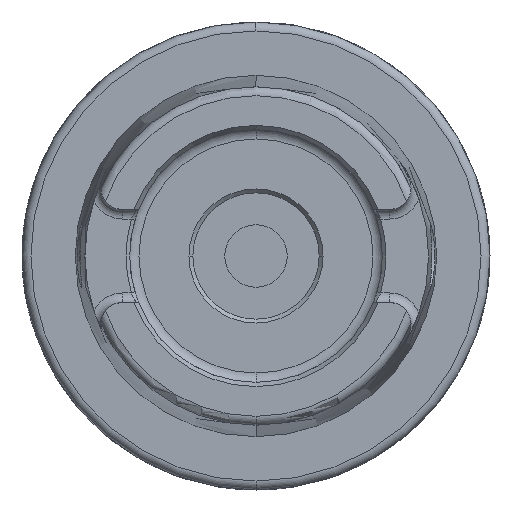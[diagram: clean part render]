
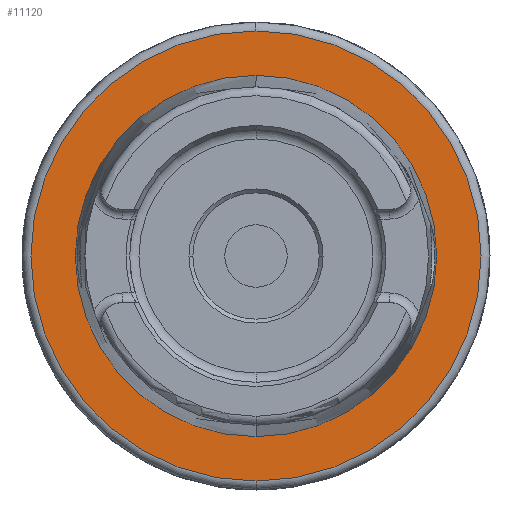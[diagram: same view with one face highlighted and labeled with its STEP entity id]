
A CAD part, left-side view. The second image highlights one B-rep face of the part: STEP entity #11120.
In plain terms, the highlighted planar face has unit normal (-1, 0, 0).
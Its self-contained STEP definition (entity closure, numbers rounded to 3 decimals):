
#835 = VERTEX_POINT ( 'NONE', #2441 ) ;
#866 = DIRECTION ( 'NONE',  ( 1., 0., 0. ) ) ;
#867 = CARTESIAN_POINT ( 'NONE',  ( 9.05, 0., 0. ) ) ;
#872 = DIRECTION ( 'NONE',  ( 0., 0., -1. ) ) ;
#1033 = VERTEX_POINT ( 'NONE', #2945 ) ;
#1040 = EDGE_CURVE ( 'NONE', #1033, #835, #2986, .T. ) ;
#2441 = CARTESIAN_POINT ( 'NONE',  ( 9.05, 0., 24.321 ) ) ;
#2945 = CARTESIAN_POINT ( 'NONE',  ( 9.05, 0., -24.321 ) ) ;
#2982 = DIRECTION ( 'NONE',  ( 0., 0., -1. ) ) ;
#2983 = DIRECTION ( 'NONE',  ( 1., 0., 0. ) ) ;
#2984 = CARTESIAN_POINT ( 'NONE',  ( 9.05, 0., 0. ) ) ;
#2985 = AXIS2_PLACEMENT_3D ( 'NONE', #2984, #2983, #2982 ) ;
#2986 = CIRCLE ( 'NONE', #2985, 24.321 ) ;
#4954 = AXIS2_PLACEMENT_3D ( 'NONE', #867, #866, #872 ) ;
#5226 = CIRCLE ( 'NONE', #4954, 24.321 ) ;
#5770 = CARTESIAN_POINT ( 'NONE',  ( 9.05, 0., -30.3 ) ) ;
#5828 = CARTESIAN_POINT ( 'NONE',  ( 9.05, 0., 30.3 ) ) ;
#6034 = DIRECTION ( 'NONE',  ( 0., 0., -1. ) ) ;
#6035 = DIRECTION ( 'NONE',  ( 1., 0., 0. ) ) ;
#6036 = CARTESIAN_POINT ( 'NONE',  ( 9.05, 0., 0. ) ) ;
#6038 = AXIS2_PLACEMENT_3D ( 'NONE', #6036, #6035, #6034 ) ;
#6039 = CIRCLE ( 'NONE', #6038, 30.3 ) ;
#6531 = CARTESIAN_POINT ( 'NONE',  ( 9.05, 0., 0. ) ) ;
#6588 = DIRECTION ( 'NONE',  ( 0., 0., -1. ) ) ;
#6589 = DIRECTION ( 'NONE',  ( 1., 0., 0. ) ) ;
#6590 = AXIS2_PLACEMENT_3D ( 'NONE', #6531, #6589, #6588 ) ;
#6591 = CIRCLE ( 'NONE', #6590, 30.3 ) ;
#7316 = PLANE ( 'NONE',  #7382 ) ;
#7317 = FACE_OUTER_BOUND ( 'NONE', #11112, .T. ) ;
#7318 = FACE_BOUND ( 'NONE', #11121, .T. ) ;
#7379 = DIRECTION ( 'NONE',  ( 0., 0., 1. ) ) ;
#7380 = DIRECTION ( 'NONE',  ( -1., 0., 0. ) ) ;
#7381 = CARTESIAN_POINT ( 'NONE',  ( 9.05, 0., -24.321 ) ) ;
#7382 = AXIS2_PLACEMENT_3D ( 'NONE', #7381, #7380, #7379 ) ;
#9036 = EDGE_CURVE ( 'NONE', #835, #1033, #5226, .T. ) ;
#9209 = ORIENTED_EDGE ( 'NONE', *, *, #9443, .F. ) ;
#9229 = ORIENTED_EDGE ( 'NONE', *, *, #9579, .F. ) ;
#9278 = VERTEX_POINT ( 'NONE', #5770 ) ;
#9303 = VERTEX_POINT ( 'NONE', #5828 ) ;
#9443 = EDGE_CURVE ( 'NONE', #9303, #9278, #6039, .T. ) ;
#9579 = EDGE_CURVE ( 'NONE', #9278, #9303, #6591, .T. ) ;
#11112 = EDGE_LOOP ( 'NONE', ( #9229, #9209 ) ) ;
#11117 = ORIENTED_EDGE ( 'NONE', *, *, #1040, .T. ) ;
#11118 = ORIENTED_EDGE ( 'NONE', *, *, #9036, .T. ) ;
#11120 = ADVANCED_FACE ( 'NONE', ( #7318, #7317 ), #7316, .T. ) ;
#11121 = EDGE_LOOP ( 'NONE', ( #11117, #11118 ) ) ;
